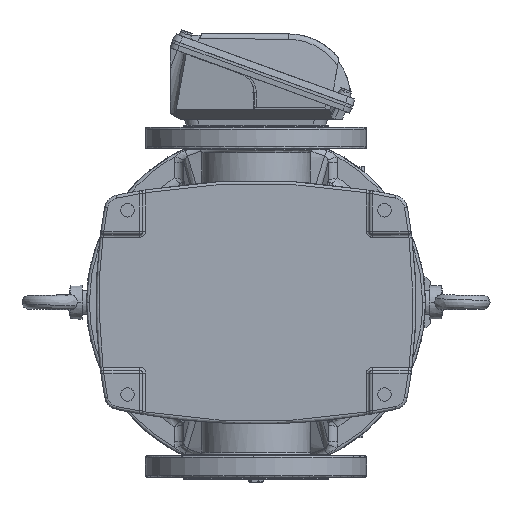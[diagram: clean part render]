
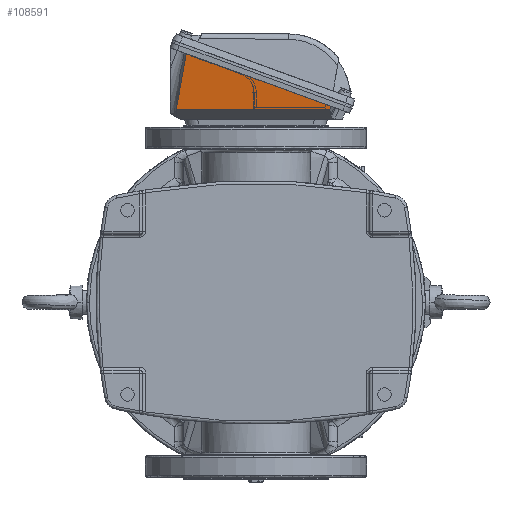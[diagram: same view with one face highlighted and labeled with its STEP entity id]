
A CAD part, front view. The second image highlights one B-rep face of the part: STEP entity #108591.
In plain terms, the highlighted face is planar.
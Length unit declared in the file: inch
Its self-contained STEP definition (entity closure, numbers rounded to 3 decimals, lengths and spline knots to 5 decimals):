
#1427 = CARTESIAN_POINT ( 'NONE',  ( -10.10474, -2.83415, 3.70705 ) ) ;
#6387 = ORIENTED_EDGE ( 'NONE', *, *, #10355, .F. ) ;
#6950 = CARTESIAN_POINT ( 'NONE',  ( -10.59055, -3.24802, 3.74016 ) ) ;
#10355 = EDGE_CURVE ( 'NONE', #50742, #68809, #45581, .T. ) ;
#10473 = CARTESIAN_POINT ( 'NONE',  ( -10.50422, -2.76371, 3.74904 ) ) ;
#14323 = B_SPLINE_CURVE_WITH_KNOTS ( 'NONE', 3,
 ( #66745, #85398, #57680, #42377 ),
 .UNSPECIFIED., .F., .F.,
 ( 4, 4 ),
 ( 0., 1. ),
 .UNSPECIFIED. ) ;
#14858 = DIRECTION ( 'NONE',  ( -0.342, -0.94, 0. ) ) ;
#15867 = ORIENTED_EDGE ( 'NONE', *, *, #45273, .F. ) ;
#16237 = ORIENTED_EDGE ( 'NONE', *, *, #48641, .F. ) ;
#16419 = CARTESIAN_POINT ( 'NONE',  ( -7.83465, -3.24273, 3.46816 ) ) ;
#21550 = AXIS2_PLACEMENT_3D ( 'NONE', #6950, #50561, #14858 ) ;
#26977 = LINE ( 'NONE', #77998, #84953 ) ;
#32092 = CARTESIAN_POINT ( 'NONE',  ( -7.95711, 3.06642, 3.70705 ) ) ;
#42377 = CARTESIAN_POINT ( 'NONE',  ( -8.92138, -3.04281, 3.58268 ) ) ;
#45273 = EDGE_CURVE ( 'NONE', #105889, #50742, #14323, .T. ) ;
#45581 = LINE ( 'NONE', #10473, #63116 ) ;
#48641 = EDGE_CURVE ( 'NONE', #68809, #54631, #56834, .T. ) ;
#48921 = CARTESIAN_POINT ( 'NONE',  ( -10.29459, -3.35574, 3.70705 ) ) ;
#50561 = DIRECTION ( 'NONE',  ( 0.098, -0.036, 0.995 ) ) ;
#50742 = VERTEX_POINT ( 'NONE', #87280 ) ;
#54631 = VERTEX_POINT ( 'NONE', #32092 ) ;
#56834 = LINE ( 'NONE', #48921, #91519 ) ;
#57680 = CARTESIAN_POINT ( 'NONE',  ( -8.60953, -3.0978, 3.5499 ) ) ;
#57921 = PLANE ( 'NONE',  #21550 ) ;
#63116 = VECTOR ( 'NONE', #106672, 39.37008 ) ;
#65174 = ORIENTED_EDGE ( 'NONE', *, *, #97387, .F. ) ;
#66745 = CARTESIAN_POINT ( 'NONE',  ( -7.83465, -3.24273, 3.46816 ) ) ;
#68809 = VERTEX_POINT ( 'NONE', #1427 ) ;
#69484 = DIRECTION ( 'NONE',  ( 0., -0.999, -0.036 ) ) ;
#69617 = DIRECTION ( 'NONE',  ( 0.876, -0.471, -0.103 ) ) ;
#77580 = CARTESIAN_POINT ( 'NONE',  ( -7.37409, 2.75275, 3.6382 ) ) ;
#77998 = CARTESIAN_POINT ( 'NONE',  ( -7.83465, 4.2719, 3.73829 ) ) ;
#81092 = ORIENTED_EDGE ( 'NONE', *, *, #92458, .F. ) ;
#84108 = EDGE_LOOP ( 'NONE', ( #65174, #16237, #6387, #15867, #81092 ) ) ;
#84953 = VECTOR ( 'NONE', #69484, 39.37008 ) ;
#85398 = CARTESIAN_POINT ( 'NONE',  ( -8.24727, -3.1644, 3.51173 ) ) ;
#85501 = LINE ( 'NONE', #77580, #88793 ) ;
#87280 = CARTESIAN_POINT ( 'NONE',  ( -8.92138, -3.04281, 3.58268 ) ) ;
#88793 = VECTOR ( 'NONE', #69617, 39.37008 ) ;
#91519 = VECTOR ( 'NONE', #106643, 39.37008 ) ;
#92458 = EDGE_CURVE ( 'NONE', #107182, #105889, #26977, .T. ) ;
#97387 = EDGE_CURVE ( 'NONE', #54631, #107182, #85501, .T. ) ;
#105889 = VERTEX_POINT ( 'NONE', #16419 ) ;
#106643 = DIRECTION ( 'NONE',  ( 0.342, 0.94, 0. ) ) ;
#106672 = DIRECTION ( 'NONE',  ( -0.98, 0.173, 0.103 ) ) ;
#107182 = VERTEX_POINT ( 'NONE', #108885 ) ;
#108591 = ADVANCED_FACE ( 'NONE', ( #108832 ), #57921, .T. ) ;
#108832 = FACE_OUTER_BOUND ( 'NONE', #84108, .T. ) ;
#108885 = CARTESIAN_POINT ( 'NONE',  ( -7.83465, 3.00053, 3.69259 ) ) ;
